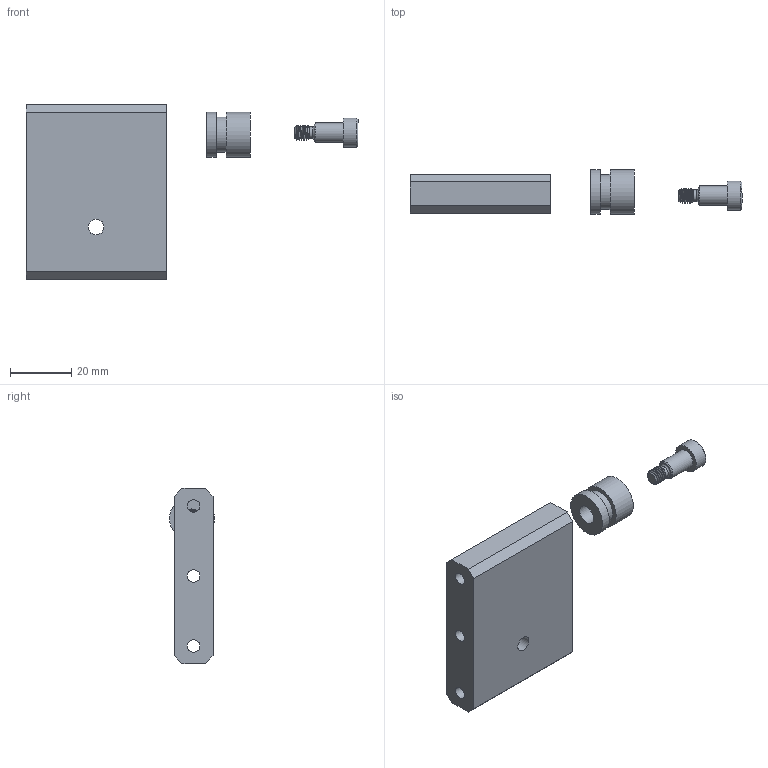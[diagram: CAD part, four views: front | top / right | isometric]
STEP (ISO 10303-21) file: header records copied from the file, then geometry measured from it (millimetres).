
FILE_DESCRIPTION(/* description */ (''),/* implementation_level */ '2;1');
FILE_NAME(/* name */ 'butter bot base v3.step',/* time_stamp */ '2017-08-20T12:38:10-07:00',/* author */ (''),/* organization */ (''),/* preprocessor_version */ 'ST-DEVELOPER v16.13',/* originating_system */ 'Autodesk Translation Framework v6.1.1.50',/* authorisation */ '');
FILE_SCHEMA (('AUTOMOTIVE_DESIGN { 1 0 10303 214 3 1 1 }'));
Length unit declared in the file: inch
Products named in the file (4): butter bot base v3; Base; 95446A470; Component7
Assembly tree (3 placements, depth 2):
  butter bot base v3
    Base
    95446A470
    Component7
Bounding box: 108.4 x 14.61 x 57.15 mm (x, y, z)
Volume: 32800.8 mm3; surface area: 11349 mm2
Topology: 3 solids, 3 shells, 54 faces, 111 edges, 69 vertices
Faces by surface type: plane 26, cylinder 14, cone 11, bspline 2, torus 1
Full cylindrical faces by diameter (mm): 3.744 x1, 4.067 x3, 5.116 x1, 6.35 x2, 9.525 x2, 11.43 x1, 14.605 x2
Entity records: 2524 total; most frequent: CARTESIAN_POINT 1392, DIRECTION 228, ORIENTED_EDGE 176, AXIS2_PLACEMENT_3D 96, EDGE_CURVE 88, EDGE_LOOP 86, VERTEX_POINT 64, FACE_OUTER_BOUND 53
